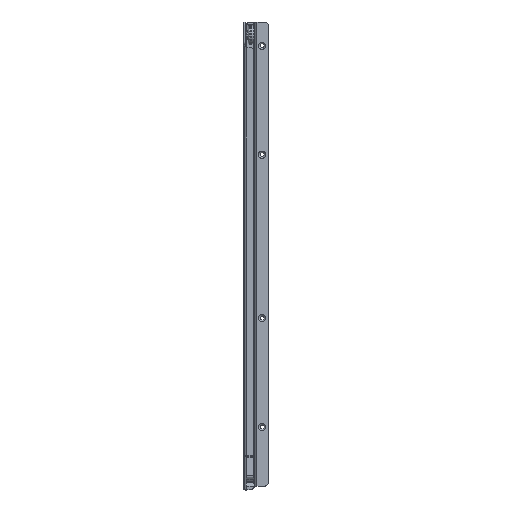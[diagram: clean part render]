
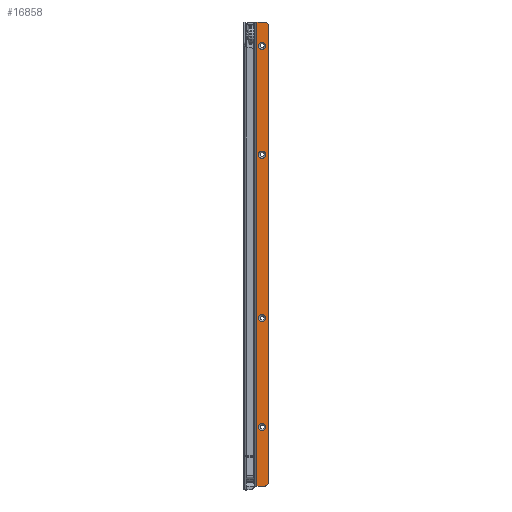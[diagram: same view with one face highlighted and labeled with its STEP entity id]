
A CAD part, front view. The second image highlights one B-rep face of the part: STEP entity #16858.
In plain terms, the highlighted planar face has unit normal (0, -1, 0).
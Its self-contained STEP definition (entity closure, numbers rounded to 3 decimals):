
#311 = DIRECTION ( 'NONE',  ( -1., 0., 0. ) ) ;
#442 = CARTESIAN_POINT ( 'NONE',  ( 2.25, -8.074, 517.5 ) ) ;
#749 = EDGE_CURVE ( 'NONE', #47358, #8189, #24699, .T. ) ;
#774 = FACE_BOUND ( 'NONE', #24424, .T. ) ;
#1735 = ORIENTED_EDGE ( 'NONE', *, *, #6096, .T. ) ;
#2250 = CIRCLE ( 'NONE', #18262, 4.25 ) ;
#2517 = EDGE_LOOP ( 'NONE', ( #16169, #46139, #43279, #12283, #46970, #36873, #24871, #31920 ) ) ;
#2725 = CARTESIAN_POINT ( 'NONE',  ( 6.5, -8.074, 389.5 ) ) ;
#3366 = DIRECTION ( 'NONE',  ( 0., 1., 0. ) ) ;
#3520 = CARTESIAN_POINT ( 'NONE',  ( 10.75, -8.074, 389.5 ) ) ;
#3744 = VERTEX_POINT ( 'NONE', #34281 ) ;
#3980 = LINE ( 'NONE', #9019, #49124 ) ;
#4261 = DIRECTION ( 'NONE',  ( 0., 0., 1. ) ) ;
#4456 = AXIS2_PLACEMENT_3D ( 'NONE', #44772, #3366, #24220 ) ;
#4569 = EDGE_LOOP ( 'NONE', ( #1735, #35476 ) ) ;
#5500 = DIRECTION ( 'NONE',  ( -1., 0., 0. ) ) ;
#5604 = CARTESIAN_POINT ( 'NONE',  ( 2.25, -8.074, 197.5 ) ) ;
#6096 = EDGE_CURVE ( 'NONE', #40449, #40983, #24198, .T. ) ;
#6551 = CARTESIAN_POINT ( 'NONE',  ( 6.5, -8.074, 197.5 ) ) ;
#6930 = CIRCLE ( 'NONE', #11094, 4.25 ) ;
#7157 = VECTOR ( 'NONE', #40399, 1000. ) ;
#7163 = CARTESIAN_POINT ( 'NONE',  ( 13.702, -8.074, 0. ) ) ;
#7558 = VERTEX_POINT ( 'NONE', #25918 ) ;
#7605 = DIRECTION ( 'NONE',  ( 0., 1., 0. ) ) ;
#7647 = EDGE_CURVE ( 'NONE', #3744, #17841, #3980, .T. ) ;
#8189 = VERTEX_POINT ( 'NONE', #37829 ) ;
#8194 = CIRCLE ( 'NONE', #50369, 4.25 ) ;
#8695 = DIRECTION ( 'NONE',  ( 0., 0., -1. ) ) ;
#8754 = CARTESIAN_POINT ( 'NONE',  ( 9.702, -8.074, 541.5 ) ) ;
#8956 = CARTESIAN_POINT ( 'NONE',  ( 13.702, -8.074, 0. ) ) ;
#9019 = CARTESIAN_POINT ( 'NONE',  ( 13.702, -8.074, 0. ) ) ;
#9626 = CIRCLE ( 'NONE', #15493, 4.25 ) ;
#10779 = DIRECTION ( 'NONE',  ( -1., 0., 0. ) ) ;
#10904 = DIRECTION ( 'NONE',  ( -1., 0., 0. ) ) ;
#11094 = AXIS2_PLACEMENT_3D ( 'NONE', #43723, #7605, #10779 ) ;
#11537 = CARTESIAN_POINT ( 'NONE',  ( 2.25, -8.074, 69.5 ) ) ;
#12283 = ORIENTED_EDGE ( 'NONE', *, *, #22695, .T. ) ;
#12513 = AXIS2_PLACEMENT_3D ( 'NONE', #8754, #48319, #4261 ) ;
#13306 = VERTEX_POINT ( 'NONE', #48664 ) ;
#13787 = VERTEX_POINT ( 'NONE', #20926 ) ;
#15493 = AXIS2_PLACEMENT_3D ( 'NONE', #47661, #23920, #31043 ) ;
#15565 = LINE ( 'NONE', #7163, #7157 ) ;
#16169 = ORIENTED_EDGE ( 'NONE', *, *, #50074, .F. ) ;
#16565 = EDGE_CURVE ( 'NONE', #51389, #13787, #2250, .T. ) ;
#16644 = CARTESIAN_POINT ( 'NONE',  ( 13.702, -8.074, 542.572 ) ) ;
#16830 = FACE_BOUND ( 'NONE', #4569, .T. ) ;
#16858 = ADVANCED_FACE ( 'NONE', ( #28450, #774, #16830, #40605, #36623 ), #32660, .F. ) ;
#17051 = EDGE_CURVE ( 'NONE', #18035, #38964, #8194, .T. ) ;
#17407 = DIRECTION ( 'NONE',  ( 0.5, 0., 0.866 ) ) ;
#17841 = VERTEX_POINT ( 'NONE', #31135 ) ;
#18035 = VERTEX_POINT ( 'NONE', #31858 ) ;
#18262 = AXIS2_PLACEMENT_3D ( 'NONE', #41509, #45702, #21687 ) ;
#18373 = CARTESIAN_POINT ( 'NONE',  ( 9.702, -8.074, 545.5 ) ) ;
#18433 = LINE ( 'NONE', #46656, #23634 ) ;
#19457 = VERTEX_POINT ( 'NONE', #43907 ) ;
#19674 = VECTOR ( 'NONE', #17407, 1000. ) ;
#19867 = EDGE_CURVE ( 'NONE', #40983, #40449, #6930, .T. ) ;
#20502 = EDGE_CURVE ( 'NONE', #34934, #7558, #22110, .T. ) ;
#20746 = DIRECTION ( 'NONE',  ( -0.5, 0., 0.866 ) ) ;
#20926 = CARTESIAN_POINT ( 'NONE',  ( 10.75, -8.074, 517.5 ) ) ;
#21308 = CIRCLE ( 'NONE', #4456, 4.25 ) ;
#21359 = CARTESIAN_POINT ( 'NONE',  ( 16.63, -8.074, 8. ) ) ;
#21687 = DIRECTION ( 'NONE',  ( -1., 0., 0. ) ) ;
#21738 = ORIENTED_EDGE ( 'NONE', *, *, #16565, .T. ) ;
#21937 = VECTOR ( 'NONE', #49639, 1000. ) ;
#22110 = CIRCLE ( 'NONE', #41519, 4.25 ) ;
#22156 = EDGE_CURVE ( 'NONE', #7558, #34934, #21308, .T. ) ;
#22695 = EDGE_CURVE ( 'NONE', #46401, #13306, #37470, .T. ) ;
#22743 = CIRCLE ( 'NONE', #51430, 4.25 ) ;
#23573 = EDGE_CURVE ( 'NONE', #47358, #13306, #15565, .T. ) ;
#23634 = VECTOR ( 'NONE', #25854, 1000. ) ;
#23898 = EDGE_LOOP ( 'NONE', ( #28854, #35398 ) ) ;
#23920 = DIRECTION ( 'NONE',  ( 0., 1., 0. ) ) ;
#24141 = ORIENTED_EDGE ( 'NONE', *, *, #22156, .T. ) ;
#24198 = CIRCLE ( 'NONE', #38534, 4.25 ) ;
#24220 = DIRECTION ( 'NONE',  ( -1., 0., 0. ) ) ;
#24424 = EDGE_LOOP ( 'NONE', ( #39612, #24141 ) ) ;
#24699 = LINE ( 'NONE', #43944, #26565 ) ;
#24871 = ORIENTED_EDGE ( 'NONE', *, *, #50997, .T. ) ;
#25854 = DIRECTION ( 'NONE',  ( 0., 0., 1. ) ) ;
#25918 = CARTESIAN_POINT ( 'NONE',  ( 2.25, -8.074, 389.5 ) ) ;
#26079 = CARTESIAN_POINT ( 'NONE',  ( 6.5, -8.074, 69.5 ) ) ;
#26565 = VECTOR ( 'NONE', #20746, 1000. ) ;
#27105 = DIRECTION ( 'NONE',  ( 0., 1., 0. ) ) ;
#28450 = FACE_BOUND ( 'NONE', #34404, .T. ) ;
#28854 = ORIENTED_EDGE ( 'NONE', *, *, #17051, .T. ) ;
#28975 = DIRECTION ( 'NONE',  ( 0., 1., 0. ) ) ;
#29244 = DIRECTION ( 'NONE',  ( -1., 0., 0. ) ) ;
#30104 = EDGE_CURVE ( 'NONE', #38964, #18035, #22743, .T. ) ;
#30435 = ORIENTED_EDGE ( 'NONE', *, *, #42513, .T. ) ;
#31043 = DIRECTION ( 'NONE',  ( -1., 0., 0. ) ) ;
#31135 = CARTESIAN_POINT ( 'NONE',  ( 0.5, -8.074, 0. ) ) ;
#31200 = DIRECTION ( 'NONE',  ( 0., 1., 0. ) ) ;
#31858 = CARTESIAN_POINT ( 'NONE',  ( 10.75, -8.074, 69.5 ) ) ;
#31920 = ORIENTED_EDGE ( 'NONE', *, *, #49825, .F. ) ;
#32660 = PLANE ( 'NONE',  #46924 ) ;
#34281 = CARTESIAN_POINT ( 'NONE',  ( 9.702, -8.074, 0. ) ) ;
#34404 = EDGE_LOOP ( 'NONE', ( #30435, #21738 ) ) ;
#34745 = CARTESIAN_POINT ( 'NONE',  ( 6.5, -8.074, 69.5 ) ) ;
#34934 = VERTEX_POINT ( 'NONE', #3520 ) ;
#35398 = ORIENTED_EDGE ( 'NONE', *, *, #30104, .T. ) ;
#35476 = ORIENTED_EDGE ( 'NONE', *, *, #19867, .T. ) ;
#36623 = FACE_OUTER_BOUND ( 'NONE', #2517, .T. ) ;
#36713 = CIRCLE ( 'NONE', #47673, 4. ) ;
#36873 = ORIENTED_EDGE ( 'NONE', *, *, #749, .T. ) ;
#37470 = LINE ( 'NONE', #21359, #19674 ) ;
#37829 = CARTESIAN_POINT ( 'NONE',  ( 13.166, -8.074, 543.5 ) ) ;
#37946 = DIRECTION ( 'NONE',  ( 0., 1., 0. ) ) ;
#38493 = EDGE_CURVE ( 'NONE', #3744, #46401, #36713, .T. ) ;
#38534 = AXIS2_PLACEMENT_3D ( 'NONE', #6551, #37946, #5500 ) ;
#38964 = VERTEX_POINT ( 'NONE', #11537 ) ;
#39612 = ORIENTED_EDGE ( 'NONE', *, *, #20502, .T. ) ;
#40170 = VERTEX_POINT ( 'NONE', #18373 ) ;
#40399 = DIRECTION ( 'NONE',  ( 0., 0., -1. ) ) ;
#40449 = VERTEX_POINT ( 'NONE', #40782 ) ;
#40605 = FACE_BOUND ( 'NONE', #23898, .T. ) ;
#40782 = CARTESIAN_POINT ( 'NONE',  ( 10.75, -8.074, 197.5 ) ) ;
#40912 = LINE ( 'NONE', #41433, #21937 ) ;
#40983 = VERTEX_POINT ( 'NONE', #5604 ) ;
#41433 = CARTESIAN_POINT ( 'NONE',  ( 13.702, -8.074, 545.5 ) ) ;
#41509 = CARTESIAN_POINT ( 'NONE',  ( 6.5, -8.074, 517.5 ) ) ;
#41519 = AXIS2_PLACEMENT_3D ( 'NONE', #2725, #31200, #10904 ) ;
#42513 = EDGE_CURVE ( 'NONE', #13787, #51389, #9626, .T. ) ;
#43186 = DIRECTION ( 'NONE',  ( -1., 0., 0. ) ) ;
#43279 = ORIENTED_EDGE ( 'NONE', *, *, #38493, .T. ) ;
#43709 = DIRECTION ( 'NONE',  ( 0., -1., 0. ) ) ;
#43723 = CARTESIAN_POINT ( 'NONE',  ( 6.5, -8.074, 197.5 ) ) ;
#43907 = CARTESIAN_POINT ( 'NONE',  ( 0.5, -8.074, 545.5 ) ) ;
#43944 = CARTESIAN_POINT ( 'NONE',  ( 13.166, -8.074, 543.5 ) ) ;
#44772 = CARTESIAN_POINT ( 'NONE',  ( 6.5, -8.074, 389.5 ) ) ;
#45702 = DIRECTION ( 'NONE',  ( 0., 1., 0. ) ) ;
#45856 = DIRECTION ( 'NONE',  ( 0., 1., 0. ) ) ;
#46139 = ORIENTED_EDGE ( 'NONE', *, *, #7647, .F. ) ;
#46194 = CIRCLE ( 'NONE', #12513, 4. ) ;
#46401 = VERTEX_POINT ( 'NONE', #51011 ) ;
#46656 = CARTESIAN_POINT ( 'NONE',  ( 0.5, -8.074, 0. ) ) ;
#46924 = AXIS2_PLACEMENT_3D ( 'NONE', #8956, #28975, #8695 ) ;
#46970 = ORIENTED_EDGE ( 'NONE', *, *, #23573, .F. ) ;
#47358 = VERTEX_POINT ( 'NONE', #16644 ) ;
#47661 = CARTESIAN_POINT ( 'NONE',  ( 6.5, -8.074, 517.5 ) ) ;
#47673 = AXIS2_PLACEMENT_3D ( 'NONE', #51685, #43709, #49009 ) ;
#48319 = DIRECTION ( 'NONE',  ( 0., -1., 0. ) ) ;
#48664 = CARTESIAN_POINT ( 'NONE',  ( 13.702, -8.074, 2.928 ) ) ;
#49009 = DIRECTION ( 'NONE',  ( 0., 0., 1. ) ) ;
#49124 = VECTOR ( 'NONE', #311, 1000. ) ;
#49639 = DIRECTION ( 'NONE',  ( 1., 0., 0. ) ) ;
#49825 = EDGE_CURVE ( 'NONE', #19457, #40170, #40912, .T. ) ;
#50074 = EDGE_CURVE ( 'NONE', #17841, #19457, #18433, .T. ) ;
#50369 = AXIS2_PLACEMENT_3D ( 'NONE', #26079, #45856, #29244 ) ;
#50997 = EDGE_CURVE ( 'NONE', #8189, #40170, #46194, .T. ) ;
#51011 = CARTESIAN_POINT ( 'NONE',  ( 13.166, -8.074, 2. ) ) ;
#51389 = VERTEX_POINT ( 'NONE', #442 ) ;
#51430 = AXIS2_PLACEMENT_3D ( 'NONE', #34745, #27105, #43186 ) ;
#51685 = CARTESIAN_POINT ( 'NONE',  ( 9.702, -8.074, 4. ) ) ;
